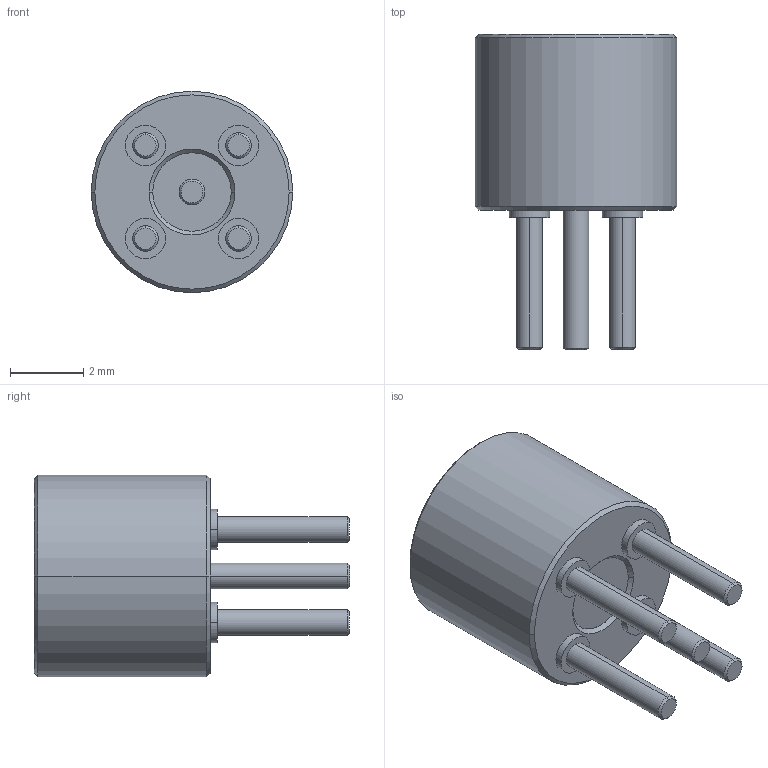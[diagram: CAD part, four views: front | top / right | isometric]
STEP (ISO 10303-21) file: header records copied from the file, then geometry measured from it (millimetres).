
FILE_DESCRIPTION((''),'2;1');
FILE_NAME('SMP-FS-FDPCT_SW0001','2020-08-24T11:40:37',('Kaviyarasan'),(''),'CREO PARAMETRIC BY PTC INC, 2019444','CREO PARAMETRIC BY PTC INC, 2019444','');
FILE_SCHEMA(('CONFIG_CONTROL_DESIGN'));
Length unit declared in the file: millimetre
Products named in the file (1): SMP-FS-FDPCT_SW0001
Bounding box: 5.5 x 8.61 x 5.5 mm (x, y, z)
Volume: 97.3 mm3; surface area: 199.6 mm2
Topology: 1 solids, 1 shells, 67 faces, 136 edges, 81 vertices
Faces by surface type: cylinder 30, cone 22, plane 13, sphere 2
Entity records: 1788 total; most frequent: DIRECTION 350, CARTESIAN_POINT 282, ORIENTED_EDGE 268, AXIS2_PLACEMENT_3D 149, EDGE_CURVE 134, CIRCLE 82, VERTEX_POINT 81, EDGE_LOOP 79
